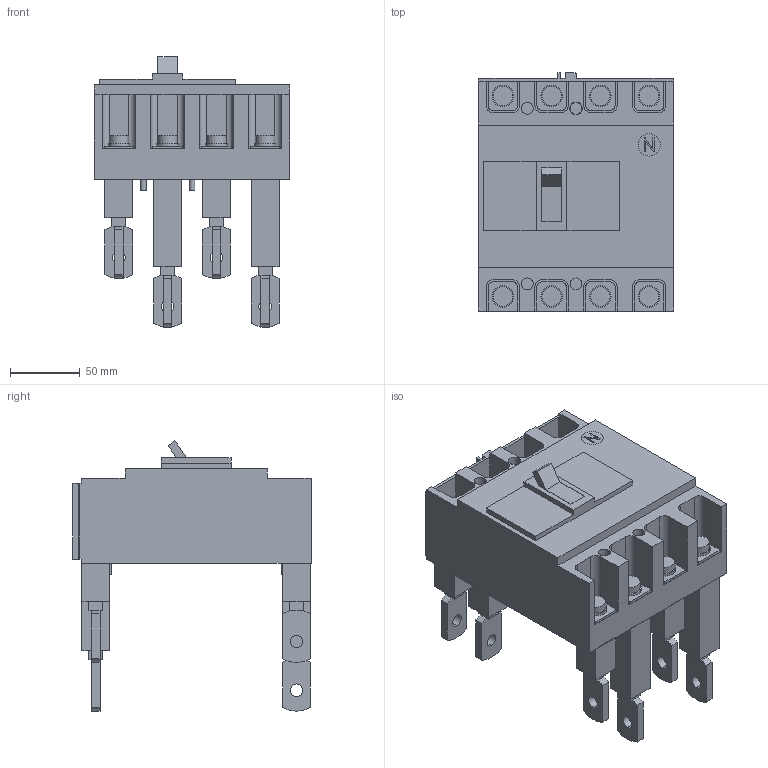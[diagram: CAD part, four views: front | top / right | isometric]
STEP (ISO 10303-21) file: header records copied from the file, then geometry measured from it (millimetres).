
FILE_DESCRIPTION(('CoCreate Modeling STEP Export'),'2;1');
FILE_NAME('Ｓ２２５ＮＤ４Ｒ.stp','2016-03-29T10:18:28',(''),(''),'CoCreate Modeling STEP processor for AP214 (Solid Model)','CoCreate Modeling 17.0 01-Apr-2010 (C) Parametric Technology GmbH','');
FILE_SCHEMA(('AUTOMOTIVE_DESIGN { 1 0 10303 214 1 1 1 1 }'));
Length unit declared in the file: millimetre
Products named in the file (5): p1; p2.3; p3; p4.3; Ｓ２２５ＮＤ４Ｒ
Assembly tree (21 placements, depth 2):
  Ｓ２２５ＮＤ４Ｒ
    p3  x8
    p4.3  x8
    p2.3  x4
    p1
Bounding box: 140 x 171 x 193.99 mm (x, y, z)
Volume: 1576351.8 mm3; surface area: 184204.1 mm2
Topology: 21 solids, 21 shells, 514 faces, 1218 edges, 798 vertices
Faces by surface type: plane 316, cylinder 198
Entity records: 12281 total; most frequent: ORIENTED_EDGE 1776, CARTESIAN_POINT 1690, DIRECTION 1587, EDGE_CURVE 888, VECTOR 637, LINE 637, VERTEX_POINT 578, AXIS2_PLACEMENT_3D 475
